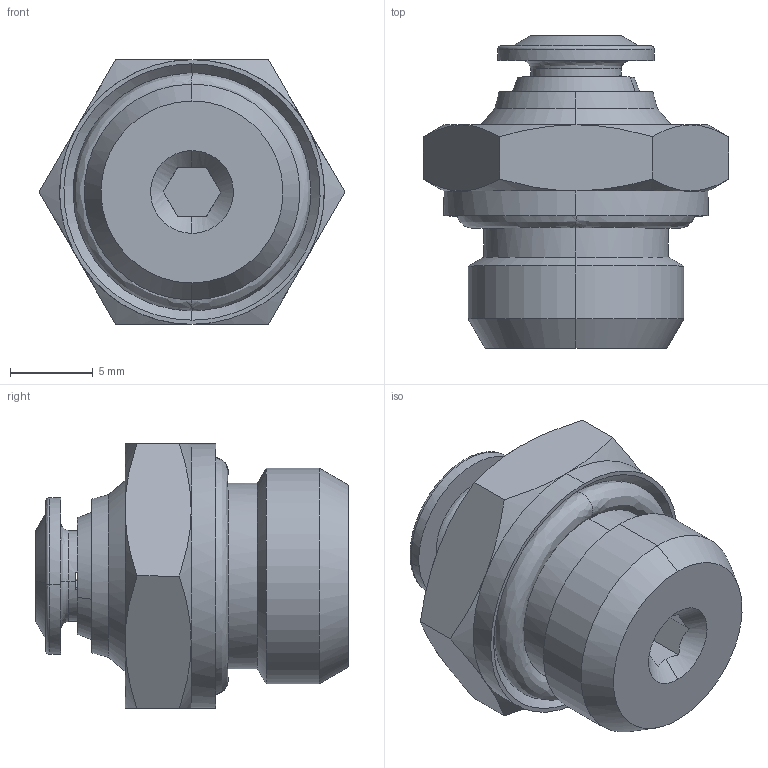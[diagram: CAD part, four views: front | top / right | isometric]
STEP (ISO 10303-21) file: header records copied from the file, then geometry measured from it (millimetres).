
FILE_DESCRIPTION (( 'STEP AP214' ), '1' );
FILE_NAME ('PC04-G02_ME.STEP', '2018-09-06T06:55:54', ( '' ), ( '' ), 'SwSTEP 2.0', 'SolidWorks 2018', '' );
FILE_SCHEMA (( 'AUTOMOTIVE_DESIGN' ));
Length unit declared in the file: millimetre
Products named in the file (1): PC04-G02_ME
Bounding box: 18.48 x 18.9 x 16 mm (x, y, z)
Volume: 2353.6 mm3; surface area: 1464.6 mm2
Topology: 1 solids, 1 shells, 80 faces, 182 edges, 110 vertices
Faces by surface type: bspline 80
Entity records: 3563 total; most frequent: CARTESIAN_POINT 2419, ORIENTED_EDGE 364, EDGE_CURVE 182, B_SPLINE_CURVE_WITH_KNOTS 137, VERTEX_POINT 110, EDGE_LOOP 90, ADVANCED_FACE 80, FACE_OUTER_BOUND 80
